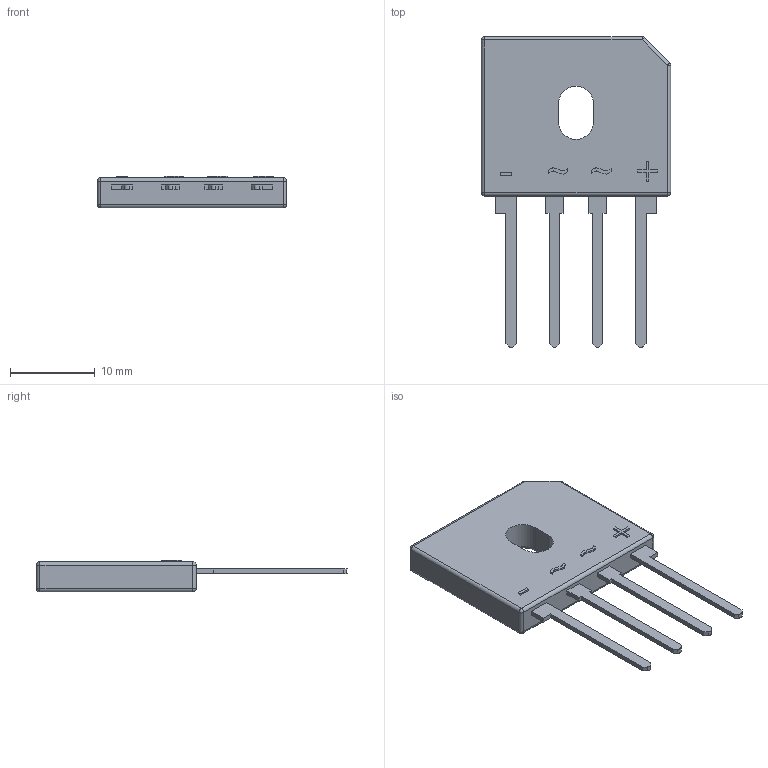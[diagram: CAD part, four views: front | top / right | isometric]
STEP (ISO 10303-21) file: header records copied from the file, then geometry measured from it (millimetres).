
FILE_DESCRIPTION (( 'STEP AP214' ), '1' );
FILE_NAME ('74C3BDC8-17B7-4A10-AF81-B55D259D3D41.STEP', '2009-04-22T15:19:51', ( 'sysAdmin' ), ( 'SolidWorks' ), 'SwSTEP 2.0', 'SolidWorks 2009', '' );
FILE_SCHEMA (( 'AUTOMOTIVE_DESIGN' ));
Length unit declared in the file: millimetre
Products named in the file (1): 74C3BDC8-17B7-4A10-AF81-B55D259D3D41
Bounding box: 22.3 x 36.63 x 3.76 mm (x, y, z)
Volume: 1444.9 mm3; surface area: 1378.1 mm2
Topology: 1 solids, 1 shells, 120 faces, 304 edges, 186 vertices
Faces by surface type: plane 69, cylinder 23, bspline 16, sphere 10, torus 2
Entity records: 5379 total; most frequent: CARTESIAN_POINT 1403, ORIENTED_EDGE 592, DIRECTION 522, EDGE_CURVE 296, VECTOR 216, LINE 216, VERTEX_POINT 186, AXIS2_PLACEMENT_3D 153
